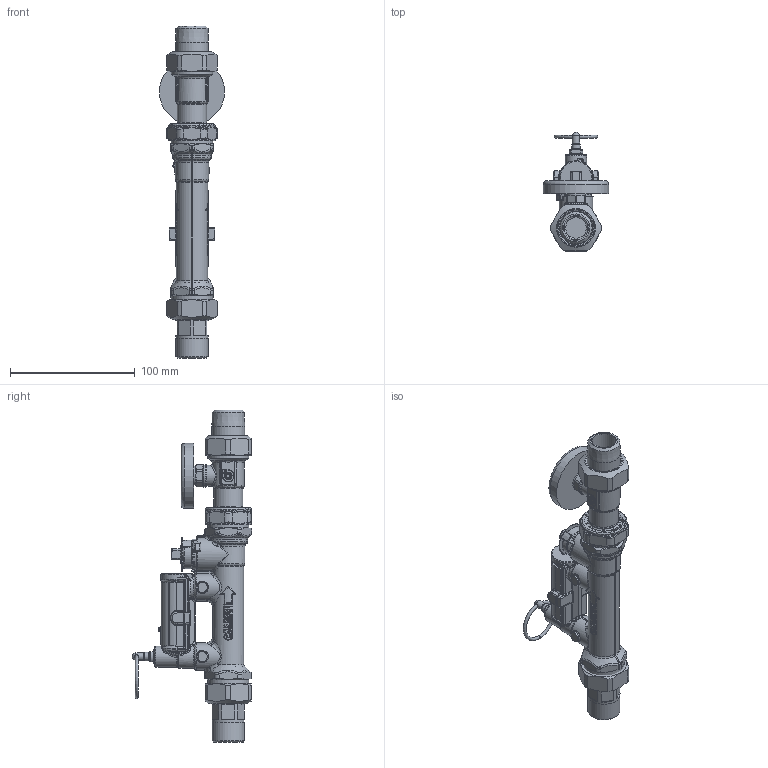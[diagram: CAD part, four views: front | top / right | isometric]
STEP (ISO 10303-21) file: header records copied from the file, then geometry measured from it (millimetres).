
FILE_DESCRIPTION(/* description */ (''),/* implementation_level */ '2;1');
FILE_NAME(/* name */ '132551AFC.stp',/* time_stamp */ '2025-07-15T15:45:18-05:00',/* author */ ('ischreiner'),/* organization */ (''),/* preprocessor_version */ 'ST-DEVELOPER v20',/* originating_system */ 'Autodesk Inventor 2025',/* authorisation */ '');
FILE_SCHEMA (('AUTOMOTIVE_DESIGN { 1 0 10303 214 3 1 1 }'));
Length unit declared in the file: inch
Products named in the file (6):  132551AFC; 132637 - TST; F61008 - 1 inch union nut; NA10358_Simplify_1; 59840A; 31901A
Assembly tree (6 placements, depth 2):
   132551AFC
    132637 - TST
    F61008 - 1 inch union nut  x2
    NA10358_Simplify_1
    59840A
    31901A
Bounding box: 52.32 x 95.91 x 266.3 mm (x, y, z)
Volume: 269292.4 mm3; surface area: 73441.6 mm2
Topology: 12 solids, 12 shells, 2311 faces, 5425 edges, 3051 vertices
Faces by surface type: bspline 1052, cylinder 530, plane 368, sphere 145, torus 110, cone 106
Full cylindrical faces by diameter (mm): 2.5 x1, 3 x1, 3.1 x1, 3.3 x1, 4.1 x1, 4.2 x1, 6 x2, 7 x1, 9.017 x1, 11.176 x1, 11.227 x1, 12.954 x1, 13.6 x1, 14.5 x1, 15.24 x1, 15.875 x1, 17 x2, 18 x1, 19 x1, 22 x1, 22.7 x2, 23.5 x1, 24 x1, 24.2 x1, 26 x3, 26.5 x1, 26.924 x2, 27.7 x1, 29.6 x1, 30 x2
Entity records: 143788 total; most frequent: CARTESIAN_POINT 96157, ORIENTED_EDGE 10468, DIRECTION 8658, EDGE_CURVE 5234, AXIS2_PLACEMENT_3D 3738, VERTEX_POINT 3016, EDGE_LOOP 2356, FACE_OUTER_BOUND 2290
